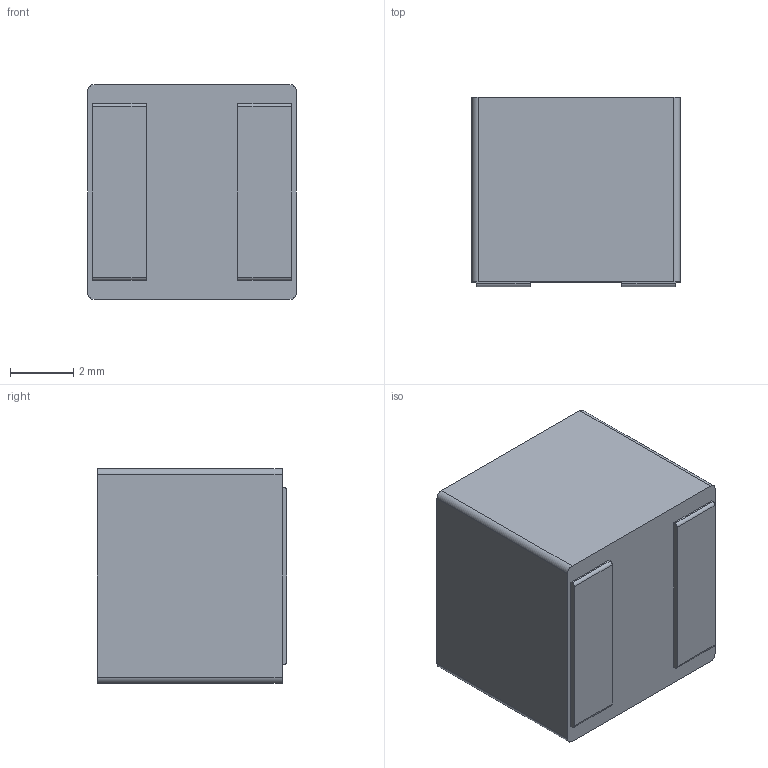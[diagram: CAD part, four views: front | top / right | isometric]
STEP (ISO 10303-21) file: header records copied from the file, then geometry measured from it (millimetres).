
FILE_DESCRIPTION (( 'STEP AP203' ), '1' );
FILE_NAME ('PA5432.STEP', '2021-05-18T02:12:06', ( '' ), ( '' ), 'SwSTEP 2.0', 'SolidWorks 2015', '' );
FILE_SCHEMA (( 'CONFIG_CONTROL_DESIGN' ));
Length unit declared in the file: millimetre
Products named in the file (1): PA5432
Bounding box: 6.6 x 6 x 6.8 mm (x, y, z)
Volume: 265.2 mm3; surface area: 248.8 mm2
Topology: 1 solids, 1 shells, 136 faces, 372 edges, 248 vertices
Faces by surface type: plane 82, bspline 46, cylinder 8
Entity records: 4617 total; most frequent: CARTESIAN_POINT 1387, ORIENTED_EDGE 744, DIRECTION 478, EDGE_CURVE 372, LINE 264, VECTOR 264, VERTEX_POINT 248, EDGE_LOOP 146
